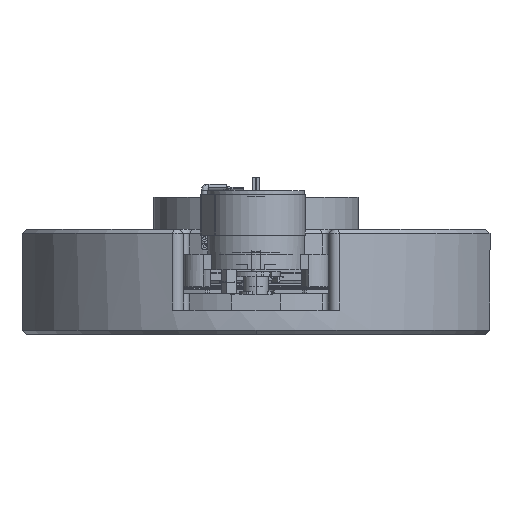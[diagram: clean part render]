
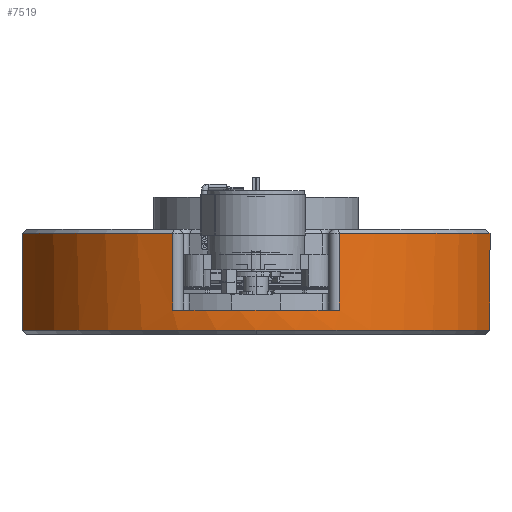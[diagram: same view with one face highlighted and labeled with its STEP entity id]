
A CAD part, front view. The second image highlights one B-rep face of the part: STEP entity #7519.
In plain terms, the highlighted cylindrical face has radius 30 mm (diameter 60 mm), a partial arc.
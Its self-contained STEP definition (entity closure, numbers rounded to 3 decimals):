
#297 = DIRECTION ( 'NONE',  ( -1., 0., 0. ) ) ;
#351 = CARTESIAN_POINT ( 'NONE',  ( 29., 16.319, -0.4 ) ) ;
#904 = ORIENTED_EDGE ( 'NONE', *, *, #20855, .F. ) ;
#976 = CIRCLE ( 'NONE', #16681, 30. ) ;
#981 = DIRECTION ( 'NONE',  ( -1., 0., 0. ) ) ;
#1216 = ORIENTED_EDGE ( 'NONE', *, *, #6116, .T. ) ;
#1620 = EDGE_CURVE ( 'NONE', #24926, #23621, #10903, .T. ) ;
#1805 = CARTESIAN_POINT ( 'NONE',  ( 10.345, -4.16, -0.9 ) ) ;
#2482 = CARTESIAN_POINT ( 'NONE',  ( -10.345, -4.16, 6.6 ) ) ;
#3071 = CARTESIAN_POINT ( 'NONE',  ( -10.345, -4.16, -0.9 ) ) ;
#3140 = DIRECTION ( 'NONE',  ( 0., 0., -1. ) ) ;
#3576 = AXIS2_PLACEMENT_3D ( 'NONE', #12207, #31322, #9468 ) ;
#6111 = CARTESIAN_POINT ( 'NONE',  ( 10.345, -4.16, 6.6 ) ) ;
#6116 = EDGE_CURVE ( 'NONE', #29421, #8764, #31228, .T. ) ;
#6423 = DIRECTION ( 'NONE',  ( 0., 0., -1. ) ) ;
#6434 = EDGE_CURVE ( 'NONE', #19879, #16442, #29085, .T. ) ;
#7519 = ADVANCED_FACE ( 'NONE', ( #30291 ), #8459, .T. ) ;
#8075 = AXIS2_PLACEMENT_3D ( 'NONE', #22809, #6423, #25543 ) ;
#8459 = CYLINDRICAL_SURFACE ( 'NONE', #3576, 30. ) ;
#8764 = VERTEX_POINT ( 'NONE', #6111 ) ;
#8859 = ORIENTED_EDGE ( 'NONE', *, *, #29859, .T. ) ;
#9059 = DIRECTION ( 'NONE',  ( 0., 0., -1. ) ) ;
#9465 = VECTOR ( 'NONE', #9815, 1000. ) ;
#9468 = DIRECTION ( 'NONE',  ( -1., 0., 0. ) ) ;
#9815 = DIRECTION ( 'NONE',  ( 0., 0., -1. ) ) ;
#9915 = VECTOR ( 'NONE', #19410, 1000. ) ;
#10730 = ORIENTED_EDGE ( 'NONE', *, *, #31066, .T. ) ;
#10903 = LINE ( 'NONE', #18717, #30984 ) ;
#11827 = ORIENTED_EDGE ( 'NONE', *, *, #25909, .F. ) ;
#11972 = EDGE_CURVE ( 'NONE', #29398, #15885, #18816, .T. ) ;
#12207 = CARTESIAN_POINT ( 'NONE',  ( 0., 24., -0.9 ) ) ;
#12458 = CARTESIAN_POINT ( 'NONE',  ( -29., 16.319, -5.4 ) ) ;
#13755 = ORIENTED_EDGE ( 'NONE', *, *, #11972, .F. ) ;
#15035 = CARTESIAN_POINT ( 'NONE',  ( -10.345, -4.16, -2.9 ) ) ;
#15885 = VERTEX_POINT ( 'NONE', #19846 ) ;
#15890 = DIRECTION ( 'NONE',  ( 0., 0., -1. ) ) ;
#16351 = CARTESIAN_POINT ( 'NONE',  ( -29., 16.319, 6.6 ) ) ;
#16442 = VERTEX_POINT ( 'NONE', #15035 ) ;
#16642 = DIRECTION ( 'NONE',  ( 0., 0., -1. ) ) ;
#16681 = AXIS2_PLACEMENT_3D ( 'NONE', #33035, #16642, #297 ) ;
#17326 = DIRECTION ( 'NONE',  ( 0., 0., -1. ) ) ;
#18717 = CARTESIAN_POINT ( 'NONE',  ( -29., 16.319, 5.7 ) ) ;
#18789 = DIRECTION ( 'NONE',  ( 0., 0., 1. ) ) ;
#18816 = CIRCLE ( 'NONE', #23631, 30. ) ;
#19410 = DIRECTION ( 'NONE',  ( 0., 0., 1. ) ) ;
#19453 = EDGE_CURVE ( 'NONE', #16442, #23069, #23578, .T. ) ;
#19625 = CIRCLE ( 'NONE', #8075, 30. ) ;
#19846 = CARTESIAN_POINT ( 'NONE',  ( 0., -6., -5.4 ) ) ;
#19879 = VERTEX_POINT ( 'NONE', #32530 ) ;
#20855 = EDGE_CURVE ( 'NONE', #15885, #24926, #19625, .T. ) ;
#21798 = ORIENTED_EDGE ( 'NONE', *, *, #6434, .T. ) ;
#22809 = CARTESIAN_POINT ( 'NONE',  ( 0., 24., -5.4 ) ) ;
#23069 = VERTEX_POINT ( 'NONE', #2482 ) ;
#23578 = LINE ( 'NONE', #3071, #9915 ) ;
#23621 = VERTEX_POINT ( 'NONE', #16351 ) ;
#23631 = AXIS2_PLACEMENT_3D ( 'NONE', #33683, #17326, #981 ) ;
#24015 = LINE ( 'NONE', #1805, #9465 ) ;
#24926 = VERTEX_POINT ( 'NONE', #12458 ) ;
#25427 = CARTESIAN_POINT ( 'NONE',  ( 0., 24., -2.9 ) ) ;
#25543 = DIRECTION ( 'NONE',  ( -1., 0., 0. ) ) ;
#25909 = EDGE_CURVE ( 'NONE', #29421, #29398, #34958, .T. ) ;
#26847 = ORIENTED_EDGE ( 'NONE', *, *, #19453, .T. ) ;
#27390 = EDGE_LOOP ( 'NONE', ( #11827, #1216, #10730, #21798, #26847, #8859, #29563, #904, #13755 ) ) ;
#27561 = CARTESIAN_POINT ( 'NONE',  ( 29., 16.319, 6.6 ) ) ;
#28166 = DIRECTION ( 'NONE',  ( -1., 0., 0. ) ) ;
#29085 = CIRCLE ( 'NONE', #32612, 30. ) ;
#29398 = VERTEX_POINT ( 'NONE', #32707 ) ;
#29421 = VERTEX_POINT ( 'NONE', #27561 ) ;
#29563 = ORIENTED_EDGE ( 'NONE', *, *, #1620, .F. ) ;
#29859 = EDGE_CURVE ( 'NONE', #23069, #23621, #976, .T. ) ;
#30291 = FACE_OUTER_BOUND ( 'NONE', #27390, .T. ) ;
#30984 = VECTOR ( 'NONE', #18789, 1000. ) ;
#31066 = EDGE_CURVE ( 'NONE', #8764, #19879, #24015, .T. ) ;
#31228 = CIRCLE ( 'NONE', #31463, 30. ) ;
#31322 = DIRECTION ( 'NONE',  ( 0., 0., -1. ) ) ;
#31463 = AXIS2_PLACEMENT_3D ( 'NONE', #32269, #15890, #34924 ) ;
#32269 = CARTESIAN_POINT ( 'NONE',  ( 0., 24., 6.6 ) ) ;
#32530 = CARTESIAN_POINT ( 'NONE',  ( 10.345, -4.16, -2.9 ) ) ;
#32612 = AXIS2_PLACEMENT_3D ( 'NONE', #25427, #9059, #28166 ) ;
#32707 = CARTESIAN_POINT ( 'NONE',  ( 29., 16.319, -5.4 ) ) ;
#33035 = CARTESIAN_POINT ( 'NONE',  ( 0., 24., 6.6 ) ) ;
#33683 = CARTESIAN_POINT ( 'NONE',  ( 0., 24., -5.4 ) ) ;
#34125 = VECTOR ( 'NONE', #3140, 1000. ) ;
#34924 = DIRECTION ( 'NONE',  ( -1., 0., 0. ) ) ;
#34958 = LINE ( 'NONE', #351, #34125 ) ;
